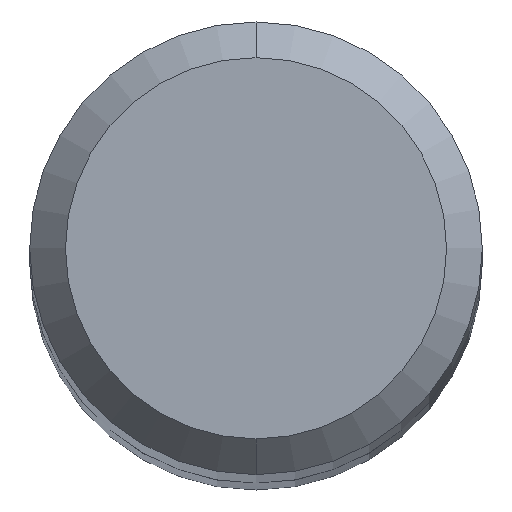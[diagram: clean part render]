
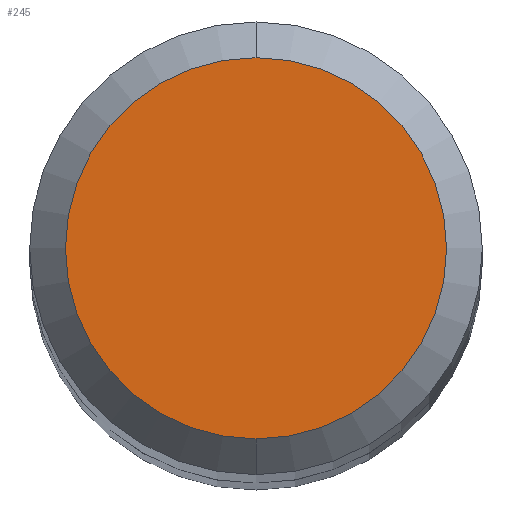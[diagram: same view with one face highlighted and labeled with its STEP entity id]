
A CAD part, top view. The second image highlights one B-rep face of the part: STEP entity #245.
In plain terms, the highlighted planar face has unit normal (0, 0, 1).
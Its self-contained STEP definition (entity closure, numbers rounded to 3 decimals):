
#209=EDGE_CURVE('',#415,#215,#488,.T.);
#215=VERTEX_POINT('',#494);
#223=EDGE_CURVE('',#215,#415,#502,.T.);
#245=ADVANCED_FACE('',(#526),#527,.T.);
#415=VERTEX_POINT('',#716);
#488=CIRCLE('',#876,1.6);
#494=CARTESIAN_POINT('',(0.0,1.6,0.0));
#502=CIRCLE('',#946,1.6);
#526=FACE_OUTER_BOUND('',#1011,.T.);
#527=PLANE('',#1012);
#716=CARTESIAN_POINT('',(0.,-1.6,0.0));
#876=AXIS2_PLACEMENT_3D('',#1372,#1373,#1374);
#946=AXIS2_PLACEMENT_3D('',#1377,#1378,#1379);
#1011=EDGE_LOOP('',(#1403,#1404));
#1012=AXIS2_PLACEMENT_3D('',#1405,#1406,#1407);
#1372=CARTESIAN_POINT('',(0.0,0.0,0.0));
#1373=DIRECTION('',(0.0,0.0,-1.0));
#1374=DIRECTION('',(0.0,1.0,0.0));
#1377=CARTESIAN_POINT('',(0.0,0.0,0.0));
#1378=DIRECTION('',(0.0,0.0,-1.0));
#1379=DIRECTION('',(0.0,1.0,0.0));
#1403=ORIENTED_EDGE('',*,*,#223,.F.);
#1404=ORIENTED_EDGE('',*,*,#209,.F.);
#1405=CARTESIAN_POINT('',(0.0,0.8,0.0));
#1406=DIRECTION('',(-0.0,0.0,1.0));
#1407=DIRECTION('',(0.0,-1.0,0.0));
